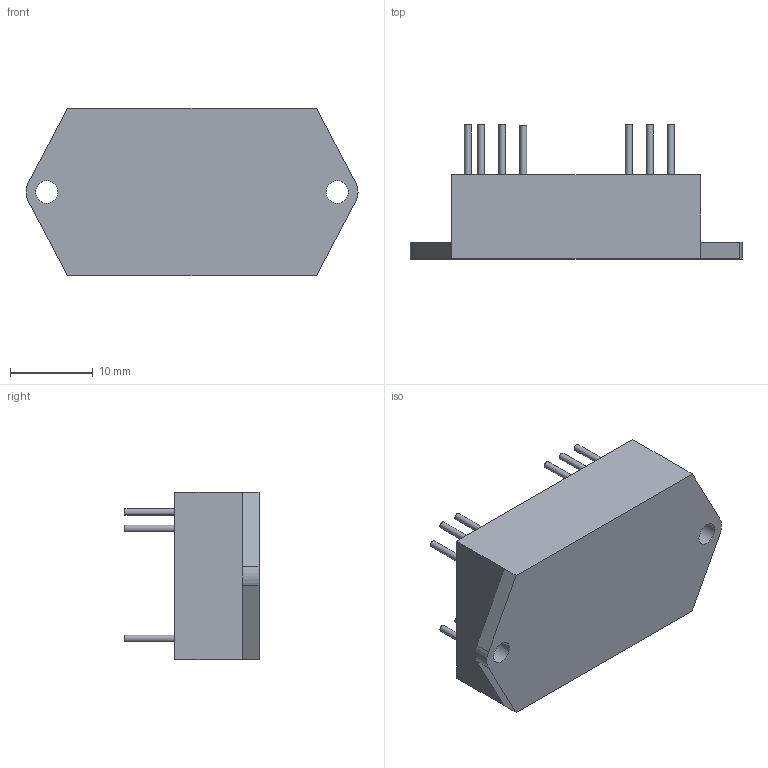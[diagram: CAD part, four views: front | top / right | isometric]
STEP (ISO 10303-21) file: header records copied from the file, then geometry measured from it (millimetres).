
FILE_DESCRIPTION((''),'2;1');
FILE_NAME('МДМ3(5,6)-1УП.stp','2016-02-19T10:19:02',('ABaranov'),(''),'Autodesk Inventor 2013','Autodesk Inventor 2013','');
FILE_SCHEMA(('AUTOMOTIVE_DESIGN { 1 0 10303 214 1 1 1 1 }'));
Length unit declared in the file: millimetre
Products named in the file (1): МДМ3(5,6)-1УП
Bounding box: 40 x 16.15 x 20.2 mm (x, y, z)
Volume: 6375.3 mm3; surface area: 2642.9 mm2
Topology: 12 solids, 12 shells, 49 faces, 71 edges, 46 vertices
Faces by surface type: plane 34, cylinder 15
Full cylindrical faces by diameter (mm): 0.8 x11, 2.7 x2
Entity records: 1079 total; most frequent: DIRECTION 188, CARTESIAN_POINT 154, ORIENTED_EDGE 116, AXIS2_PLACEMENT_3D 80, EDGE_LOOP 66, EDGE_CURVE 58, FACE_OUTER_BOUND 49, ADVANCED_FACE 49
